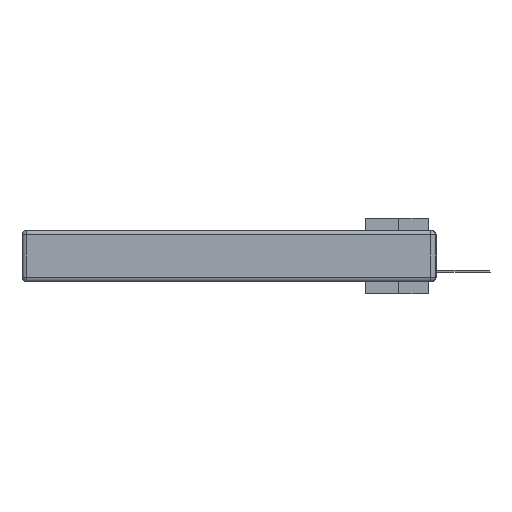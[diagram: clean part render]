
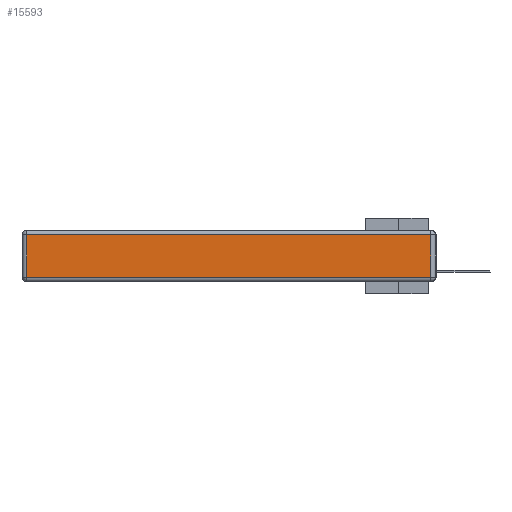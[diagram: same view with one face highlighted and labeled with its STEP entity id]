
A CAD part, left-side view. The second image highlights one B-rep face of the part: STEP entity #15593.
In plain terms, the highlighted planar face has unit normal (-1, 0, 0).
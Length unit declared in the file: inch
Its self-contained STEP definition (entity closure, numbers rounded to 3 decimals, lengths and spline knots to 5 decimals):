
#557 = PLANE ( 'NONE',  #16861 ) ;
#667 = CARTESIAN_POINT ( 'NONE',  ( 0., 2.72, -0.03 ) ) ;
#1225 = VERTEX_POINT ( 'NONE', #28965 ) ;
#1230 = DIRECTION ( 'NONE',  ( 0., -1., 0. ) ) ;
#1928 = VECTOR ( 'NONE', #15964, 39.37008 ) ;
#4248 = FACE_OUTER_BOUND ( 'NONE', #6993, .T. ) ;
#4895 = CARTESIAN_POINT ( 'NONE',  ( 0., 0., -0.343 ) ) ;
#5001 = DIRECTION ( 'NONE',  ( 0., 0., 1. ) ) ;
#5253 = ORIENTED_EDGE ( 'NONE', *, *, #5405, .T. ) ;
#5405 = EDGE_CURVE ( 'NONE', #14817, #19100, #8210, .T. ) ;
#5673 = CARTESIAN_POINT ( 'NONE',  ( 0., 0., -0.313 ) ) ;
#6993 = EDGE_LOOP ( 'NONE', ( #9292, #22077, #17142, #5253 ) ) ;
#8210 = LINE ( 'NONE', #9166, #1928 ) ;
#8345 = CARTESIAN_POINT ( 'NONE',  ( 0., 2.72, -0.313 ) ) ;
#9166 = CARTESIAN_POINT ( 'NONE',  ( 0., 2.72, -0.343 ) ) ;
#9292 = ORIENTED_EDGE ( 'NONE', *, *, #20265, .T. ) ;
#12701 = LINE ( 'NONE', #29510, #21964 ) ;
#14689 = LINE ( 'NONE', #18004, #15035 ) ;
#14817 = VERTEX_POINT ( 'NONE', #667 ) ;
#14976 = EDGE_CURVE ( 'NONE', #18124, #14817, #14689, .T. ) ;
#15035 = VECTOR ( 'NONE', #24389, 39.37008 ) ;
#15593 = ADVANCED_FACE ( 'NONE', ( #4248 ), #557, .T. ) ;
#15964 = DIRECTION ( 'NONE',  ( 0., 0., -1. ) ) ;
#16861 = AXIS2_PLACEMENT_3D ( 'NONE', #4895, #21498, #5001 ) ;
#16943 = CARTESIAN_POINT ( 'NONE',  ( 0., 0.03, -0.03 ) ) ;
#17142 = ORIENTED_EDGE ( 'NONE', *, *, #14976, .T. ) ;
#18004 = CARTESIAN_POINT ( 'NONE',  ( 0., 2.75, -0.03 ) ) ;
#18124 = VERTEX_POINT ( 'NONE', #16943 ) ;
#19100 = VERTEX_POINT ( 'NONE', #8345 ) ;
#20265 = EDGE_CURVE ( 'NONE', #19100, #1225, #28635, .T. ) ;
#21498 = DIRECTION ( 'NONE',  ( -1., 0., 0. ) ) ;
#21626 = EDGE_CURVE ( 'NONE', #1225, #18124, #12701, .T. ) ;
#21964 = VECTOR ( 'NONE', #29397, 39.37008 ) ;
#22077 = ORIENTED_EDGE ( 'NONE', *, *, #21626, .T. ) ;
#23146 = VECTOR ( 'NONE', #1230, 39.37008 ) ;
#24389 = DIRECTION ( 'NONE',  ( 0., 1., 0. ) ) ;
#28635 = LINE ( 'NONE', #5673, #23146 ) ;
#28965 = CARTESIAN_POINT ( 'NONE',  ( 0., 0.03, -0.313 ) ) ;
#29397 = DIRECTION ( 'NONE',  ( 0., 0., 1. ) ) ;
#29510 = CARTESIAN_POINT ( 'NONE',  ( 0., 0.03, -0.343 ) ) ;
